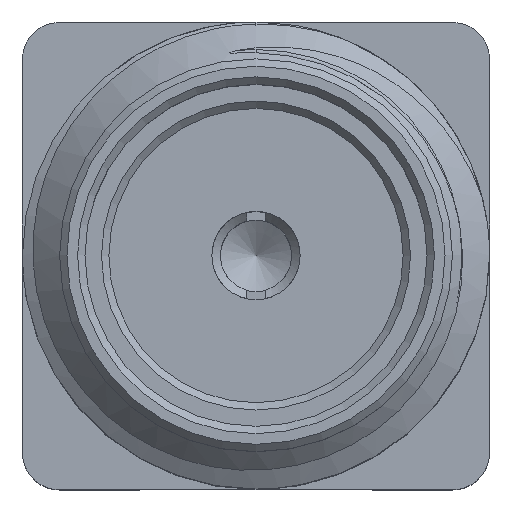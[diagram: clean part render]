
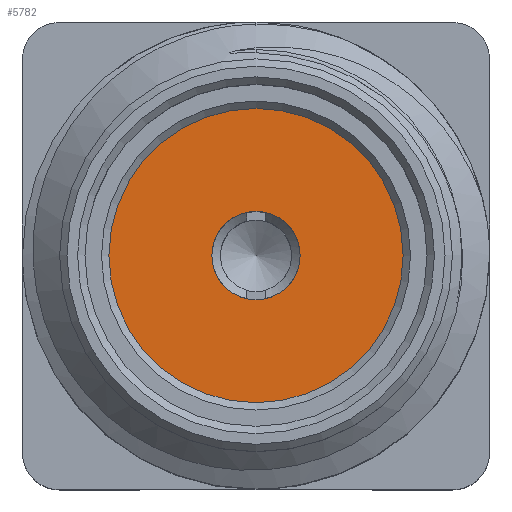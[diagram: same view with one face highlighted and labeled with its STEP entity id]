
A CAD part, top view. The second image highlights one B-rep face of the part: STEP entity #5782.
In plain terms, the highlighted planar face has unit normal (0, 0, 1).
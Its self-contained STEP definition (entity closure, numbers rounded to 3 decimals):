
#5736 = VERTEX_POINT('',#5737);
#5737 = CARTESIAN_POINT('',(0.,2.325,6.96));
#5743 = EDGE_CURVE('',#5736,#5736,#5744,.T.);
#5744 = CIRCLE('',#5745,2.325);
#5745 = AXIS2_PLACEMENT_3D('',#5746,#5747,#5748);
#5746 = CARTESIAN_POINT('',(0.,0.,6.96));
#5747 = DIRECTION('',(0.,0.,-1.));
#5748 = DIRECTION('',(0.,1.,0.));
#5782 = ADVANCED_FACE('',(#5783,#5786),#5797,.F.);
#5783 = FACE_BOUND('',#5784,.F.);
#5784 = EDGE_LOOP('',(#5785));
#5785 = ORIENTED_EDGE('',*,*,#5743,.T.);
#5786 = FACE_BOUND('',#5787,.F.);
#5787 = EDGE_LOOP('',(#5788));
#5788 = ORIENTED_EDGE('',*,*,#5789,.F.);
#5789 = EDGE_CURVE('',#5790,#5790,#5792,.T.);
#5790 = VERTEX_POINT('',#5791);
#5791 = CARTESIAN_POINT('',(0.,0.6,6.96));
#5792 = CIRCLE('',#5793,0.6);
#5793 = AXIS2_PLACEMENT_3D('',#5794,#5795,#5796);
#5794 = CARTESIAN_POINT('',(0.,0.,6.96));
#5795 = DIRECTION('',(0.,0.,-1.));
#5796 = DIRECTION('',(0.,1.,0.));
#5797 = PLANE('',#5798);
#5798 = AXIS2_PLACEMENT_3D('',#5799,#5800,#5801);
#5799 = CARTESIAN_POINT('',(0.,0.,6.96));
#5800 = DIRECTION('',(0.,0.,-1.));
#5801 = DIRECTION('',(1.,0.,0.));
